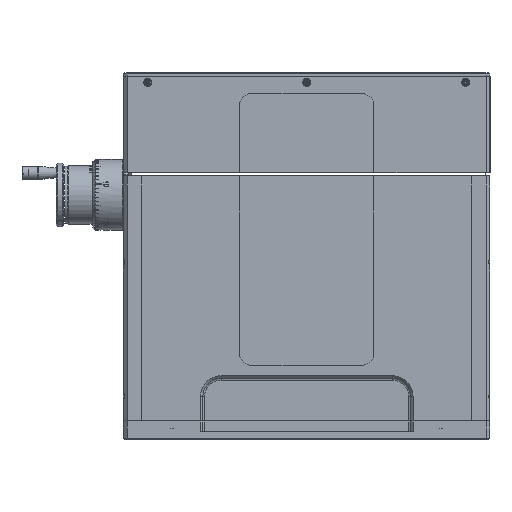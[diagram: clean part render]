
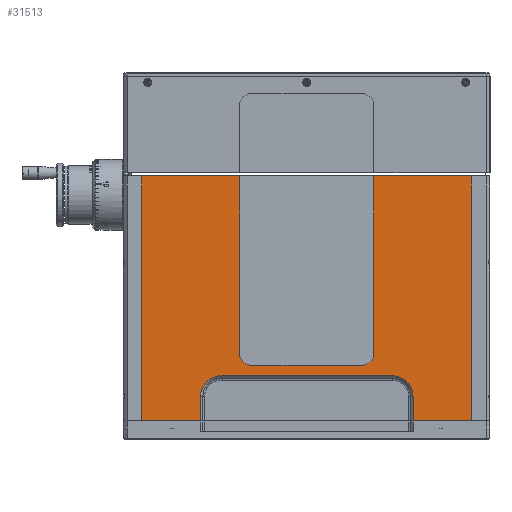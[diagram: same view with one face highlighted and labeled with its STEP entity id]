
A CAD part, left-side view. The second image highlights one B-rep face of the part: STEP entity #31513.
In plain terms, the highlighted planar face has unit normal (-1, 0, 0).
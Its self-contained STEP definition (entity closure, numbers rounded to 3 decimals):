
#110 = CARTESIAN_POINT ( 'NONE',  ( -210., 135., 15. ) ) ;
#310 = DIRECTION ( 'NONE',  ( 0., 0., 1. ) ) ;
#325 = DIRECTION ( 'NONE',  ( 0., 0., 1. ) ) ;
#1307 = VECTOR ( 'NONE', #8523, 1000. ) ;
#1603 = VERTEX_POINT ( 'NONE', #49016 ) ;
#3405 = DIRECTION ( 'NONE',  ( 0., 0., -1. ) ) ;
#3494 = EDGE_CURVE ( 'NONE', #44910, #5212, #21391, .T. ) ;
#4091 = LINE ( 'NONE', #48555, #1307 ) ;
#4513 = EDGE_CURVE ( 'NONE', #16793, #44910, #7785, .T. ) ;
#5212 = VERTEX_POINT ( 'NONE', #22764 ) ;
#5256 = CARTESIAN_POINT ( 'NONE',  ( -210., -70., 52. ) ) ;
#6537 = ORIENTED_EDGE ( 'NONE', *, *, #31156, .F. ) ;
#6727 = CIRCLE ( 'NONE', #37626, 10. ) ;
#7785 = CIRCLE ( 'NONE', #22040, 17. ) ;
#7997 = ORIENTED_EDGE ( 'NONE', *, *, #33019, .T. ) ;
#8523 = DIRECTION ( 'NONE',  ( 0., -1., 0. ) ) ;
#9289 = CARTESIAN_POINT ( 'NONE',  ( -210., 45., 70.5 ) ) ;
#9536 = LINE ( 'NONE', #31776, #38703 ) ;
#9557 = EDGE_CURVE ( 'NONE', #56304, #36911, #48547, .T. ) ;
#9712 = ORIENTED_EDGE ( 'NONE', *, *, #3494, .T. ) ;
#10190 = CARTESIAN_POINT ( 'NONE',  ( -210., 135., 215.5 ) ) ;
#11651 = VERTEX_POINT ( 'NONE', #28307 ) ;
#11741 = ORIENTED_EDGE ( 'NONE', *, *, #13349, .F. ) ;
#12255 = CARTESIAN_POINT ( 'NONE',  ( -210., 87., 15. ) ) ;
#13349 = EDGE_CURVE ( 'NONE', #16290, #11651, #4091, .T. ) ;
#13589 = LINE ( 'NONE', #19610, #35831 ) ;
#13670 = AXIS2_PLACEMENT_3D ( 'NONE', #36693, #14500, #19147 ) ;
#14058 = VERTEX_POINT ( 'NONE', #15444 ) ;
#14218 = DIRECTION ( 'NONE',  ( 0., -1., 0. ) ) ;
#14273 = VERTEX_POINT ( 'NONE', #26328 ) ;
#14500 = DIRECTION ( 'NONE',  ( 1., 0., 0. ) ) ;
#14994 = CARTESIAN_POINT ( 'NONE',  ( -210., 70., 35. ) ) ;
#15444 = CARTESIAN_POINT ( 'NONE',  ( -210., 55., 70.5 ) ) ;
#15565 = EDGE_CURVE ( 'NONE', #11651, #42724, #51561, .T. ) ;
#16073 = CARTESIAN_POINT ( 'NONE',  ( -210., -135., 283. ) ) ;
#16290 = VERTEX_POINT ( 'NONE', #22370 ) ;
#16548 = ORIENTED_EDGE ( 'NONE', *, *, #33096, .F. ) ;
#16793 = VERTEX_POINT ( 'NONE', #53121 ) ;
#18309 = EDGE_CURVE ( 'NONE', #42724, #5212, #9536, .T. ) ;
#18839 = DIRECTION ( 'NONE',  ( 1., 0., 0. ) ) ;
#19147 = DIRECTION ( 'NONE',  ( 0., 0., 1. ) ) ;
#19610 = CARTESIAN_POINT ( 'NONE',  ( -210., -55., 60.5 ) ) ;
#19636 = VECTOR ( 'NONE', #325, 1000. ) ;
#20963 = CARTESIAN_POINT ( 'NONE',  ( -210., -55., 70.5 ) ) ;
#21320 = VECTOR ( 'NONE', #31214, 1000. ) ;
#21391 = LINE ( 'NONE', #23994, #33913 ) ;
#21567 = LINE ( 'NONE', #5256, #49383 ) ;
#21670 = VECTOR ( 'NONE', #3405, 1000. ) ;
#21689 = EDGE_CURVE ( 'NONE', #46795, #31634, #13589, .T. ) ;
#22040 = AXIS2_PLACEMENT_3D ( 'NONE', #48126, #43058, #51994 ) ;
#22370 = CARTESIAN_POINT ( 'NONE',  ( -210., -55., 215.5 ) ) ;
#22571 = ORIENTED_EDGE ( 'NONE', *, *, #15565, .F. ) ;
#22764 = CARTESIAN_POINT ( 'NONE',  ( -210., -87., 15. ) ) ;
#23994 = CARTESIAN_POINT ( 'NONE',  ( -210., -87., 149. ) ) ;
#24129 = DIRECTION ( 'NONE',  ( 1., 0., 0. ) ) ;
#24760 = VERTEX_POINT ( 'NONE', #41614 ) ;
#24913 = VECTOR ( 'NONE', #48246, 1000. ) ;
#25667 = CIRCLE ( 'NONE', #25860, 10. ) ;
#25829 = CIRCLE ( 'NONE', #36158, 17. ) ;
#25860 = AXIS2_PLACEMENT_3D ( 'NONE', #31686, #18839, #36577 ) ;
#26328 = CARTESIAN_POINT ( 'NONE',  ( -210., 70., 52. ) ) ;
#26719 = ORIENTED_EDGE ( 'NONE', *, *, #37075, .T. ) ;
#26804 = DIRECTION ( 'NONE',  ( 0., 0., -1. ) ) ;
#26993 = CARTESIAN_POINT ( 'NONE',  ( -210., 135., 283. ) ) ;
#27151 = VECTOR ( 'NONE', #54838, 1000. ) ;
#27782 = ORIENTED_EDGE ( 'NONE', *, *, #21689, .F. ) ;
#28307 = CARTESIAN_POINT ( 'NONE',  ( -210., -135., 215.5 ) ) ;
#28315 = PLANE ( 'NONE',  #13670 ) ;
#30208 = VERTEX_POINT ( 'NONE', #12255 ) ;
#31156 = EDGE_CURVE ( 'NONE', #56797, #16290, #31832, .T. ) ;
#31214 = DIRECTION ( 'NONE',  ( 0., 1., 0. ) ) ;
#31415 = CARTESIAN_POINT ( 'NONE',  ( -210., 55., 215.5 ) ) ;
#31513 = ADVANCED_FACE ( 'NONE', ( #47616 ), #28315, .F. ) ;
#31634 = VERTEX_POINT ( 'NONE', #51186 ) ;
#31686 = CARTESIAN_POINT ( 'NONE',  ( -210., -45., 70.5 ) ) ;
#31776 = CARTESIAN_POINT ( 'NONE',  ( -210., 135., 15. ) ) ;
#31832 = LINE ( 'NONE', #51133, #24913 ) ;
#32910 = DIRECTION ( 'NONE',  ( 0., 0., -1. ) ) ;
#33019 = EDGE_CURVE ( 'NONE', #46795, #14058, #6727, .T. ) ;
#33096 = EDGE_CURVE ( 'NONE', #30208, #24760, #45633, .T. ) ;
#33913 = VECTOR ( 'NONE', #32910, 1000. ) ;
#34662 = ORIENTED_EDGE ( 'NONE', *, *, #55704, .F. ) ;
#34960 = EDGE_CURVE ( 'NONE', #1603, #14273, #25829, .T. ) ;
#35465 = CARTESIAN_POINT ( 'NONE',  ( -210., -87., 35. ) ) ;
#35831 = VECTOR ( 'NONE', #54933, 1000. ) ;
#36158 = AXIS2_PLACEMENT_3D ( 'NONE', #14994, #24129, #55331 ) ;
#36577 = DIRECTION ( 'NONE',  ( 0., 0., 1. ) ) ;
#36693 = CARTESIAN_POINT ( 'NONE',  ( -210., 0., 149. ) ) ;
#36911 = VERTEX_POINT ( 'NONE', #43342 ) ;
#37075 = EDGE_CURVE ( 'NONE', #14273, #16793, #21567, .T. ) ;
#37626 = AXIS2_PLACEMENT_3D ( 'NONE', #9289, #44393, #310 ) ;
#38511 = LINE ( 'NONE', #31415, #44714 ) ;
#38578 = ORIENTED_EDGE ( 'NONE', *, *, #57616, .T. ) ;
#38703 = VECTOR ( 'NONE', #41087, 1000. ) ;
#40521 = LINE ( 'NONE', #26993, #19636 ) ;
#41087 = DIRECTION ( 'NONE',  ( 0., 1., 0. ) ) ;
#41562 = CARTESIAN_POINT ( 'NONE',  ( -210., 45., 60.5 ) ) ;
#41614 = CARTESIAN_POINT ( 'NONE',  ( -210., 135., 15. ) ) ;
#42724 = VERTEX_POINT ( 'NONE', #44069 ) ;
#43058 = DIRECTION ( 'NONE',  ( 1., 0., 0. ) ) ;
#43342 = CARTESIAN_POINT ( 'NONE',  ( -210., 55., 215.5 ) ) ;
#44069 = CARTESIAN_POINT ( 'NONE',  ( -210., -135., 15. ) ) ;
#44393 = DIRECTION ( 'NONE',  ( 1., 0., 0. ) ) ;
#44714 = VECTOR ( 'NONE', #26804, 1000. ) ;
#44910 = VERTEX_POINT ( 'NONE', #35465 ) ;
#45091 = CARTESIAN_POINT ( 'NONE',  ( -210., 135., 215.5 ) ) ;
#45633 = LINE ( 'NONE', #110, #21320 ) ;
#45856 = DIRECTION ( 'NONE',  ( 0., -1., 0. ) ) ;
#45951 = CARTESIAN_POINT ( 'NONE',  ( -210., 87., 149. ) ) ;
#45973 = ORIENTED_EDGE ( 'NONE', *, *, #18309, .F. ) ;
#46047 = ORIENTED_EDGE ( 'NONE', *, *, #34960, .T. ) ;
#46699 = ORIENTED_EDGE ( 'NONE', *, *, #48194, .T. ) ;
#46795 = VERTEX_POINT ( 'NONE', #41562 ) ;
#47616 = FACE_OUTER_BOUND ( 'NONE', #55491, .T. ) ;
#48126 = CARTESIAN_POINT ( 'NONE',  ( -210., -70., 35. ) ) ;
#48137 = ORIENTED_EDGE ( 'NONE', *, *, #9557, .F. ) ;
#48194 = EDGE_CURVE ( 'NONE', #56797, #31634, #25667, .T. ) ;
#48246 = DIRECTION ( 'NONE',  ( 0., 0., 1. ) ) ;
#48547 = LINE ( 'NONE', #10190, #50636 ) ;
#48555 = CARTESIAN_POINT ( 'NONE',  ( -210., 135., 215.5 ) ) ;
#48850 = ORIENTED_EDGE ( 'NONE', *, *, #4513, .T. ) ;
#49016 = CARTESIAN_POINT ( 'NONE',  ( -210., 87., 35. ) ) ;
#49383 = VECTOR ( 'NONE', #14218, 1000. ) ;
#50636 = VECTOR ( 'NONE', #45856, 1000. ) ;
#51133 = CARTESIAN_POINT ( 'NONE',  ( -210., -55., 215.5 ) ) ;
#51186 = CARTESIAN_POINT ( 'NONE',  ( -210., -45., 60.5 ) ) ;
#51561 = LINE ( 'NONE', #16073, #21670 ) ;
#51994 = DIRECTION ( 'NONE',  ( 0., 0., 1. ) ) ;
#53121 = CARTESIAN_POINT ( 'NONE',  ( -210., -70., 52. ) ) ;
#54173 = LINE ( 'NONE', #45951, #27151 ) ;
#54838 = DIRECTION ( 'NONE',  ( 0., 0., 1. ) ) ;
#54933 = DIRECTION ( 'NONE',  ( 0., -1., 0. ) ) ;
#55284 = ORIENTED_EDGE ( 'NONE', *, *, #55788, .F. ) ;
#55331 = DIRECTION ( 'NONE',  ( 0., 0., 1. ) ) ;
#55491 = EDGE_LOOP ( 'NONE', ( #48850, #9712, #45973, #22571, #11741, #6537, #46699, #27782, #7997, #34662, #48137, #55284, #16548, #38578, #46047, #26719 ) ) ;
#55704 = EDGE_CURVE ( 'NONE', #36911, #14058, #38511, .T. ) ;
#55788 = EDGE_CURVE ( 'NONE', #24760, #56304, #40521, .T. ) ;
#56304 = VERTEX_POINT ( 'NONE', #45091 ) ;
#56797 = VERTEX_POINT ( 'NONE', #20963 ) ;
#57616 = EDGE_CURVE ( 'NONE', #30208, #1603, #54173, .T. ) ;
